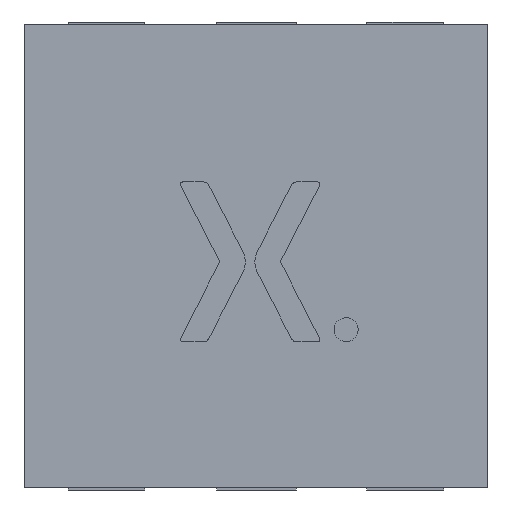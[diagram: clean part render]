
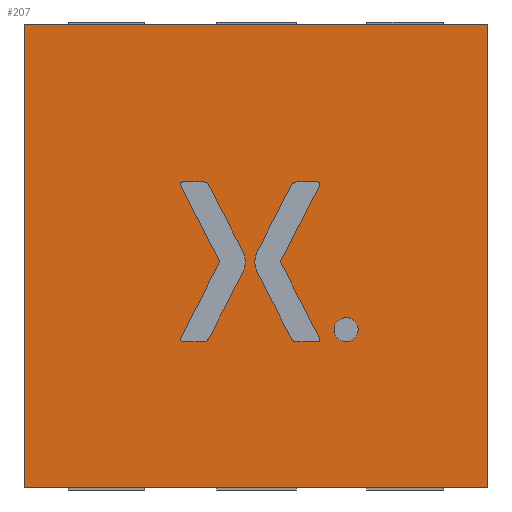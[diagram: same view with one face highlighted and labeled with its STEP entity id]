
A CAD part, front view. The second image highlights one B-rep face of the part: STEP entity #207.
In plain terms, the highlighted planar face has unit normal (0, -1, 0).
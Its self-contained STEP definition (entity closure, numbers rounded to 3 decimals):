
#44 = VERTEX_POINT('',#45);
#45 = CARTESIAN_POINT('',(0.674,0.,-1.356));
#63 = VERTEX_POINT('',#64);
#64 = CARTESIAN_POINT('',(0.673,0.,-1.36));
#70 = EDGE_CURVE('',#63,#44,#71,.T.);
#71 = CIRCLE('',#72,0.01);
#72 = AXIS2_PLACEMENT_3D('',#73,#74,#75);
#73 = CARTESIAN_POINT('',(0.683,0.,-1.36));
#74 = DIRECTION('',(-0.,1.,0.));
#75 = DIRECTION('',(0.,0.,-1.));
#86 = VERTEX_POINT('',#87);
#87 = CARTESIAN_POINT('',(0.683,0.,-0.68));
#105 = VERTEX_POINT('',#106);
#106 = CARTESIAN_POINT('',(0.673,0.,-0.69));
#112 = EDGE_CURVE('',#105,#86,#113,.T.);
#113 = CIRCLE('',#114,0.01);
#114 = AXIS2_PLACEMENT_3D('',#115,#116,#117);
#115 = CARTESIAN_POINT('',(0.683,0.,-0.69));
#116 = DIRECTION('',(-0.,1.,0.));
#117 = DIRECTION('',(0.,0.,-1.));
#128 = VERTEX_POINT('',#129);
#129 = CARTESIAN_POINT('',(1.337,0.,-1.318));
#147 = VERTEX_POINT('',#148);
#148 = CARTESIAN_POINT('',(1.441,0.,-1.318));
#154 = EDGE_CURVE('',#147,#128,#155,.T.);
#155 = CIRCLE('',#156,0.052);
#156 = AXIS2_PLACEMENT_3D('',#157,#158,#159);
#157 = CARTESIAN_POINT('',(1.389,0.,-1.318));
#158 = DIRECTION('',(-0.,1.,0.));
#159 = DIRECTION('',(0.,0.,-1.));
#170 = VERTEX_POINT('',#171);
#171 = CARTESIAN_POINT('',(1.006,0.,-0.98));
#189 = VERTEX_POINT('',#190);
#190 = CARTESIAN_POINT('',(0.995,0.,-1.025));
#196 = EDGE_CURVE('',#189,#170,#197,.T.);
#197 = CIRCLE('',#198,0.1);
#198 = AXIS2_PLACEMENT_3D('',#199,#200,#201);
#199 = CARTESIAN_POINT('',(1.095,0.,-1.025));
#200 = DIRECTION('',(-0.,1.,0.));
#201 = DIRECTION('',(0.,0.,-1.));
#207 = ADVANCED_FACE('',(#208,#302,#336,#346),#439,.T.);
#208 = FACE_BOUND('',#209,.T.);
#209 = EDGE_LOOP('',(#210,#220,#227,#228,#236,#245,#253,#262,#270,#278,
    #287,#295));
#210 = ORIENTED_EDGE('',*,*,#211,.T.);
#211 = EDGE_CURVE('',#212,#214,#216,.T.);
#212 = VERTEX_POINT('',#213);
#213 = CARTESIAN_POINT('',(1.152,0.,-1.355));
#214 = VERTEX_POINT('',#215);
#215 = CARTESIAN_POINT('',(1.006,0.,-1.071));
#216 = LINE('',#217,#218);
#217 = CARTESIAN_POINT('',(0.362,0.,0.186));
#218 = VECTOR('',#219,1.);
#219 = DIRECTION('',(-0.456,0.,0.89));
#220 = ORIENTED_EDGE('',*,*,#221,.T.);
#221 = EDGE_CURVE('',#214,#189,#222,.T.);
#222 = CIRCLE('',#223,0.1);
#223 = AXIS2_PLACEMENT_3D('',#224,#225,#226);
#224 = CARTESIAN_POINT('',(1.095,0.,-1.025));
#225 = DIRECTION('',(-0.,1.,0.));
#226 = DIRECTION('',(0.,0.,-1.));
#227 = ORIENTED_EDGE('',*,*,#196,.T.);
#228 = ORIENTED_EDGE('',*,*,#229,.T.);
#229 = EDGE_CURVE('',#170,#230,#232,.T.);
#230 = VERTEX_POINT('',#231);
#231 = CARTESIAN_POINT('',(1.152,0.,-0.695));
#232 = LINE('',#233,#234);
#233 = CARTESIAN_POINT('',(1.194,0.,-0.612));
#234 = VECTOR('',#235,1.);
#235 = DIRECTION('',(0.456,0.,0.89));
#236 = ORIENTED_EDGE('',*,*,#237,.T.);
#237 = EDGE_CURVE('',#230,#238,#240,.T.);
#238 = VERTEX_POINT('',#239);
#239 = CARTESIAN_POINT('',(1.176,0.,-0.68));
#240 = CIRCLE('',#241,0.027);
#241 = AXIS2_PLACEMENT_3D('',#242,#243,#244);
#242 = CARTESIAN_POINT('',(1.176,0.,-0.708));
#243 = DIRECTION('',(-0.,1.,0.));
#244 = DIRECTION('',(0.,0.,-1.));
#245 = ORIENTED_EDGE('',*,*,#246,.T.);
#246 = EDGE_CURVE('',#238,#247,#249,.T.);
#247 = VERTEX_POINT('',#248);
#248 = CARTESIAN_POINT('',(1.266,0.,-0.68));
#249 = LINE('',#250,#251);
#250 = CARTESIAN_POINT('',(0.,-0.,-0.68));
#251 = VECTOR('',#252,1.);
#252 = DIRECTION('',(1.,0.,0.));
#253 = ORIENTED_EDGE('',*,*,#254,.T.);
#254 = EDGE_CURVE('',#247,#255,#257,.T.);
#255 = VERTEX_POINT('',#256);
#256 = CARTESIAN_POINT('',(1.275,0.,-0.695));
#257 = CIRCLE('',#258,0.01);
#258 = AXIS2_PLACEMENT_3D('',#259,#260,#261);
#259 = CARTESIAN_POINT('',(1.266,0.,-0.69));
#260 = DIRECTION('',(-0.,1.,0.));
#261 = DIRECTION('',(0.,0.,-1.));
#262 = ORIENTED_EDGE('',*,*,#263,.T.);
#263 = EDGE_CURVE('',#255,#264,#266,.T.);
#264 = VERTEX_POINT('',#265);
#265 = CARTESIAN_POINT('',(1.105,0.,-1.025));
#266 = LINE('',#267,#268);
#267 = CARTESIAN_POINT('',(1.291,-0.,-0.662));
#268 = VECTOR('',#269,1.);
#269 = DIRECTION('',(-0.456,0.,-0.89));
#270 = ORIENTED_EDGE('',*,*,#271,.T.);
#271 = EDGE_CURVE('',#264,#272,#274,.T.);
#272 = VERTEX_POINT('',#273);
#273 = CARTESIAN_POINT('',(1.275,0.,-1.356));
#274 = LINE('',#275,#276);
#275 = CARTESIAN_POINT('',(0.459,0.,0.235));
#276 = VECTOR('',#277,1.);
#277 = DIRECTION('',(0.456,0.,-0.89));
#278 = ORIENTED_EDGE('',*,*,#279,.T.);
#279 = EDGE_CURVE('',#272,#280,#282,.T.);
#280 = VERTEX_POINT('',#281);
#281 = CARTESIAN_POINT('',(1.266,0.,-1.37));
#282 = CIRCLE('',#283,0.01);
#283 = AXIS2_PLACEMENT_3D('',#284,#285,#286);
#284 = CARTESIAN_POINT('',(1.266,0.,-1.36));
#285 = DIRECTION('',(-0.,1.,0.));
#286 = DIRECTION('',(0.,0.,-1.));
#287 = ORIENTED_EDGE('',*,*,#288,.T.);
#288 = EDGE_CURVE('',#280,#289,#291,.T.);
#289 = VERTEX_POINT('',#290);
#290 = CARTESIAN_POINT('',(1.176,0.,-1.37));
#291 = LINE('',#292,#293);
#292 = CARTESIAN_POINT('',(0.,-0.,-1.37));
#293 = VECTOR('',#294,1.);
#294 = DIRECTION('',(-1.,0.,0.));
#295 = ORIENTED_EDGE('',*,*,#296,.T.);
#296 = EDGE_CURVE('',#289,#212,#297,.T.);
#297 = CIRCLE('',#298,0.027);
#298 = AXIS2_PLACEMENT_3D('',#299,#300,#301);
#299 = CARTESIAN_POINT('',(1.176,0.,-1.343));
#300 = DIRECTION('',(-0.,1.,0.));
#301 = DIRECTION('',(0.,0.,-1.));
#302 = FACE_BOUND('',#303,.T.);
#303 = EDGE_LOOP('',(#304,#314,#322,#330));
#304 = ORIENTED_EDGE('',*,*,#305,.F.);
#305 = EDGE_CURVE('',#306,#308,#310,.T.);
#306 = VERTEX_POINT('',#307);
#307 = CARTESIAN_POINT('',(0.,0.,-2.));
#308 = VERTEX_POINT('',#309);
#309 = CARTESIAN_POINT('',(0.,0.,0.));
#310 = LINE('',#311,#312);
#311 = CARTESIAN_POINT('',(0.,0.,0.));
#312 = VECTOR('',#313,1.);
#313 = DIRECTION('',(-0.,-0.,1.));
#314 = ORIENTED_EDGE('',*,*,#315,.F.);
#315 = EDGE_CURVE('',#316,#306,#318,.T.);
#316 = VERTEX_POINT('',#317);
#317 = CARTESIAN_POINT('',(2.,0.,-2.));
#318 = LINE('',#319,#320);
#319 = CARTESIAN_POINT('',(0.,0.,-2.));
#320 = VECTOR('',#321,1.);
#321 = DIRECTION('',(-1.,-0.,-0.));
#322 = ORIENTED_EDGE('',*,*,#323,.F.);
#323 = EDGE_CURVE('',#324,#316,#326,.T.);
#324 = VERTEX_POINT('',#325);
#325 = CARTESIAN_POINT('',(2.,0.,0.));
#326 = LINE('',#327,#328);
#327 = CARTESIAN_POINT('',(2.,0.,0.));
#328 = VECTOR('',#329,1.);
#329 = DIRECTION('',(0.,0.,-1.));
#330 = ORIENTED_EDGE('',*,*,#331,.F.);
#331 = EDGE_CURVE('',#308,#324,#332,.T.);
#332 = LINE('',#333,#334);
#333 = CARTESIAN_POINT('',(0.,0.,0.));
#334 = VECTOR('',#335,1.);
#335 = DIRECTION('',(1.,0.,0.));
#336 = FACE_BOUND('',#337,.T.);
#337 = EDGE_LOOP('',(#338,#345));
#338 = ORIENTED_EDGE('',*,*,#339,.T.);
#339 = EDGE_CURVE('',#128,#147,#340,.T.);
#340 = CIRCLE('',#341,0.052);
#341 = AXIS2_PLACEMENT_3D('',#342,#343,#344);
#342 = CARTESIAN_POINT('',(1.389,0.,-1.318));
#343 = DIRECTION('',(-0.,1.,0.));
#344 = DIRECTION('',(0.,0.,-1.));
#345 = ORIENTED_EDGE('',*,*,#154,.T.);
#346 = FACE_BOUND('',#347,.T.);
#347 = EDGE_LOOP('',(#348,#358,#367,#375,#382,#383,#391,#399,#406,#407,
    #415,#424,#432));
#348 = ORIENTED_EDGE('',*,*,#349,.T.);
#349 = EDGE_CURVE('',#350,#352,#354,.T.);
#350 = VERTEX_POINT('',#351);
#351 = CARTESIAN_POINT('',(0.943,0.,-1.071));
#352 = VERTEX_POINT('',#353);
#353 = CARTESIAN_POINT('',(0.797,0.,-1.355));
#354 = LINE('',#355,#356);
#355 = CARTESIAN_POINT('',(1.181,-0.,-0.606));
#356 = VECTOR('',#357,1.);
#357 = DIRECTION('',(-0.456,0.,-0.89));
#358 = ORIENTED_EDGE('',*,*,#359,.T.);
#359 = EDGE_CURVE('',#352,#360,#362,.T.);
#360 = VERTEX_POINT('',#361);
#361 = CARTESIAN_POINT('',(0.773,0.,-1.37));
#362 = CIRCLE('',#363,0.027);
#363 = AXIS2_PLACEMENT_3D('',#364,#365,#366);
#364 = CARTESIAN_POINT('',(0.773,0.,-1.343));
#365 = DIRECTION('',(0.,1.,-0.));
#366 = DIRECTION('',(0.,-0.,-1.));
#367 = ORIENTED_EDGE('',*,*,#368,.T.);
#368 = EDGE_CURVE('',#360,#369,#371,.T.);
#369 = VERTEX_POINT('',#370);
#370 = CARTESIAN_POINT('',(0.683,-0.,-1.37));
#371 = LINE('',#372,#373);
#372 = CARTESIAN_POINT('',(0.,-0.,-1.37));
#373 = VECTOR('',#374,1.);
#374 = DIRECTION('',(-1.,0.,0.));
#375 = ORIENTED_EDGE('',*,*,#376,.T.);
#376 = EDGE_CURVE('',#369,#63,#377,.T.);
#377 = CIRCLE('',#378,0.01);
#378 = AXIS2_PLACEMENT_3D('',#379,#380,#381);
#379 = CARTESIAN_POINT('',(0.683,0.,-1.36));
#380 = DIRECTION('',(-0.,1.,0.));
#381 = DIRECTION('',(0.,0.,-1.));
#382 = ORIENTED_EDGE('',*,*,#70,.T.);
#383 = ORIENTED_EDGE('',*,*,#384,.T.);
#384 = EDGE_CURVE('',#44,#385,#387,.T.);
#385 = VERTEX_POINT('',#386);
#386 = CARTESIAN_POINT('',(0.844,0.,-1.025));
#387 = LINE('',#388,#389);
#388 = CARTESIAN_POINT('',(1.084,0.,-0.556));
#389 = VECTOR('',#390,1.);
#390 = DIRECTION('',(0.456,0.,0.89));
#391 = ORIENTED_EDGE('',*,*,#392,.T.);
#392 = EDGE_CURVE('',#385,#393,#395,.T.);
#393 = VERTEX_POINT('',#394);
#394 = CARTESIAN_POINT('',(0.674,0.,-0.695));
#395 = LINE('',#396,#397);
#396 = CARTESIAN_POINT('',(0.252,0.,0.129));
#397 = VECTOR('',#398,1.);
#398 = DIRECTION('',(-0.456,0.,0.89));
#399 = ORIENTED_EDGE('',*,*,#400,.T.);
#400 = EDGE_CURVE('',#393,#105,#401,.T.);
#401 = CIRCLE('',#402,0.01);
#402 = AXIS2_PLACEMENT_3D('',#403,#404,#405);
#403 = CARTESIAN_POINT('',(0.683,0.,-0.69));
#404 = DIRECTION('',(-0.,1.,0.));
#405 = DIRECTION('',(0.,0.,-1.));
#406 = ORIENTED_EDGE('',*,*,#112,.T.);
#407 = ORIENTED_EDGE('',*,*,#408,.T.);
#408 = EDGE_CURVE('',#86,#409,#411,.T.);
#409 = VERTEX_POINT('',#410);
#410 = CARTESIAN_POINT('',(0.773,0.,-0.68));
#411 = LINE('',#412,#413);
#412 = CARTESIAN_POINT('',(0.,0.,-0.68));
#413 = VECTOR('',#414,1.);
#414 = DIRECTION('',(1.,0.,0.));
#415 = ORIENTED_EDGE('',*,*,#416,.T.);
#416 = EDGE_CURVE('',#409,#417,#419,.T.);
#417 = VERTEX_POINT('',#418);
#418 = CARTESIAN_POINT('',(0.797,0.,-0.695));
#419 = CIRCLE('',#420,0.027);
#420 = AXIS2_PLACEMENT_3D('',#421,#422,#423);
#421 = CARTESIAN_POINT('',(0.773,0.,-0.708));
#422 = DIRECTION('',(-0.,1.,0.));
#423 = DIRECTION('',(0.,0.,-1.));
#424 = ORIENTED_EDGE('',*,*,#425,.T.);
#425 = EDGE_CURVE('',#417,#426,#428,.T.);
#426 = VERTEX_POINT('',#427);
#427 = CARTESIAN_POINT('',(0.943,0.,-0.98));
#428 = LINE('',#429,#430);
#429 = CARTESIAN_POINT('',(0.349,0.,0.179));
#430 = VECTOR('',#431,1.);
#431 = DIRECTION('',(0.456,0.,-0.89));
#432 = ORIENTED_EDGE('',*,*,#433,.T.);
#433 = EDGE_CURVE('',#426,#350,#434,.T.);
#434 = CIRCLE('',#435,0.1);
#435 = AXIS2_PLACEMENT_3D('',#436,#437,#438);
#436 = CARTESIAN_POINT('',(0.854,0.,-1.025));
#437 = DIRECTION('',(0.,1.,-0.));
#438 = DIRECTION('',(0.,-0.,-1.));
#439 = PLANE('',#440);
#440 = AXIS2_PLACEMENT_3D('',#441,#442,#443);
#441 = CARTESIAN_POINT('',(0.,0.,0.));
#442 = DIRECTION('',(0.,-1.,0.));
#443 = DIRECTION('',(0.,-0.,-1.));
